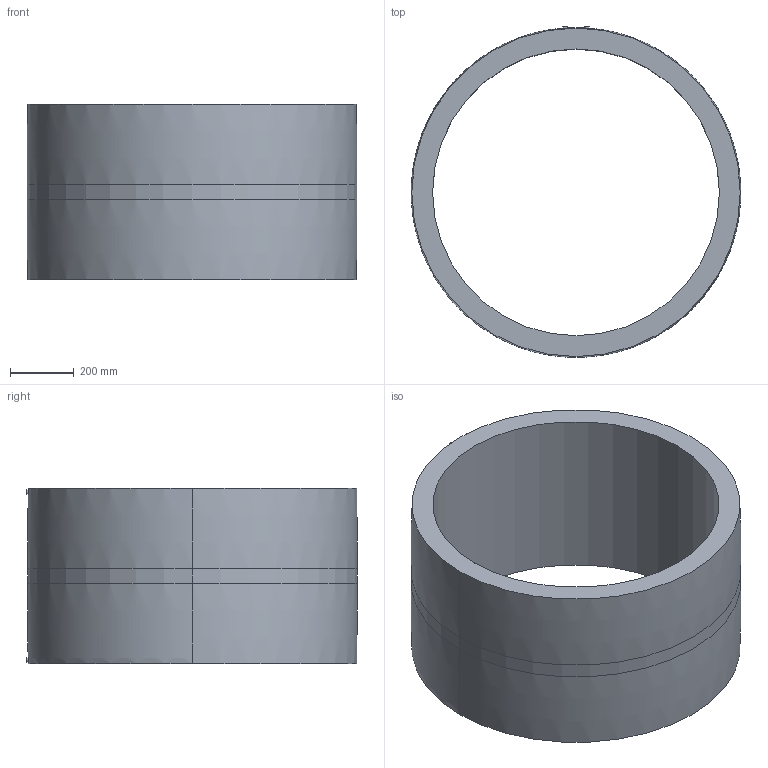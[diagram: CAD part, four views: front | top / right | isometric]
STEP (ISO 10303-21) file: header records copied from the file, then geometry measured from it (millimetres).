
FILE_DESCRIPTION (( 'STEP AP203' ), '1' );
FILE_NAME ('Ef Coupler SDR17_109 115 2160 0900.step', '2022-06-07T13:07:55', ( '' ), ( '' ), 'SwSTEP 2.0', 'SolidWorks 2021', '' );
FILE_SCHEMA (( 'CONFIG_CONTROL_DESIGN' ));
Length unit declared in the file: millimetre
Products named in the file (1): Ef Coupler SDR17_109 115 2160 0900
Bounding box: 1035 x 1037.5 x 550 mm (x, y, z)
Volume: 111749309.5 mm3; surface area: 3740407.8 mm2
Topology: 1 solids, 1 shells, 34 faces, 68 edges, 44 vertices
Faces by surface type: cylinder 20, torus 8, plane 6
Entity records: 1569 total; most frequent: CARTESIAN_POINT 775, DIRECTION 154, ORIENTED_EDGE 136, EDGE_CURVE 68, AXIS2_PLACEMENT_3D 67, EDGE_LOOP 44, VERTEX_POINT 44, ADVANCED_FACE 34
